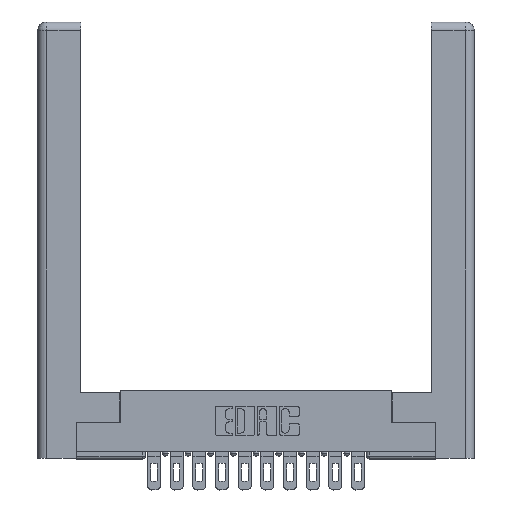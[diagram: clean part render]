
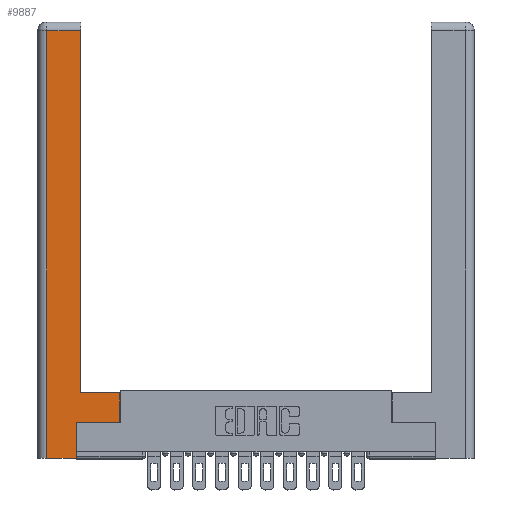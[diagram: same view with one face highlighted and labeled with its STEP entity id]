
A CAD part, top view. The second image highlights one B-rep face of the part: STEP entity #9887.
In plain terms, the highlighted planar face has unit normal (0, 0, 1).
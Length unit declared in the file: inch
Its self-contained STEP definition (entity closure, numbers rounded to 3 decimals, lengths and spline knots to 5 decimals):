
#214 = ORIENTED_EDGE ( 'NONE', *, *, #10664, .T. ) ;
#539 = ORIENTED_EDGE ( 'NONE', *, *, #6918, .T. ) ;
#741 = DIRECTION ( 'NONE',  ( 0., -1., 0. ) ) ;
#964 = DIRECTION ( 'NONE',  ( 0., 1., 0. ) ) ;
#1342 = CARTESIAN_POINT ( 'NONE',  ( 0.0615, 2.94, 0. ) ) ;
#1451 = DIRECTION ( 'NONE',  ( -1., 0., 0. ) ) ;
#1536 = DIRECTION ( 'NONE',  ( 1., 0., 0. ) ) ;
#1798 = CARTESIAN_POINT ( 'NONE',  ( 0.0615, 0., 0. ) ) ;
#1968 = EDGE_CURVE ( 'NONE', #2345, #5899, #11400, .T. ) ;
#2219 = AXIS2_PLACEMENT_3D ( 'NONE', #9010, #5141, #1451 ) ;
#2229 = ORIENTED_EDGE ( 'NONE', *, *, #8004, .T. ) ;
#2345 = VERTEX_POINT ( 'NONE', #2430 ) ;
#2429 = VERTEX_POINT ( 'NONE', #3819 ) ;
#2430 = CARTESIAN_POINT ( 'NONE',  ( 0.295, 2.94, 0. ) ) ;
#2544 = VERTEX_POINT ( 'NONE', #11653 ) ;
#2670 = PLANE ( 'NONE',  #2219 ) ;
#2852 = CARTESIAN_POINT ( 'NONE',  ( 0.295, 0.45, 0. ) ) ;
#3090 = CARTESIAN_POINT ( 'NONE',  ( 0.565, 0.45, 0. ) ) ;
#3295 = ORIENTED_EDGE ( 'NONE', *, *, #1968, .T. ) ;
#3819 = CARTESIAN_POINT ( 'NONE',  ( 0.265, 0., 0. ) ) ;
#3826 = FACE_OUTER_BOUND ( 'NONE', #12043, .T. ) ;
#3908 = VERTEX_POINT ( 'NONE', #14438 ) ;
#5141 = DIRECTION ( 'NONE',  ( 0., 0., -1. ) ) ;
#5445 = CARTESIAN_POINT ( 'NONE',  ( 0.295, 0.45, 0. ) ) ;
#5527 = VECTOR ( 'NONE', #8054, 39.37008 ) ;
#5899 = VERTEX_POINT ( 'NONE', #1342 ) ;
#6106 = DIRECTION ( 'NONE',  ( 1., 0., 0. ) ) ;
#6213 = LINE ( 'NONE', #6357, #15372 ) ;
#6357 = CARTESIAN_POINT ( 'NONE',  ( 0.265, 0., 0. ) ) ;
#6571 = VERTEX_POINT ( 'NONE', #5445 ) ;
#6918 = EDGE_CURVE ( 'NONE', #6571, #2345, #7917, .T. ) ;
#7232 = VERTEX_POINT ( 'NONE', #13424 ) ;
#7504 = EDGE_CURVE ( 'NONE', #12477, #2544, #9672, .T. ) ;
#7823 = DIRECTION ( 'NONE',  ( -1., 0., 0. ) ) ;
#7917 = LINE ( 'NONE', #13818, #14534 ) ;
#8004 = EDGE_CURVE ( 'NONE', #7232, #12477, #10953, .T. ) ;
#8054 = DIRECTION ( 'NONE',  ( 0., 1., 0. ) ) ;
#9010 = CARTESIAN_POINT ( 'NONE',  ( 0., 0., 0. ) ) ;
#9039 = CARTESIAN_POINT ( 'NONE',  ( 0.0615, 2.94, 0. ) ) ;
#9672 = LINE ( 'NONE', #3090, #5527 ) ;
#9887 = ADVANCED_FACE ( 'NONE', ( #3826 ), #2670, .F. ) ;
#9939 = EDGE_CURVE ( 'NONE', #3908, #2429, #6213, .T. ) ;
#9944 = VECTOR ( 'NONE', #6106, 39.37008 ) ;
#10186 = DIRECTION ( 'NONE',  ( 0., 1., 0. ) ) ;
#10295 = CARTESIAN_POINT ( 'NONE',  ( 0.565, 0.245, 0. ) ) ;
#10664 = EDGE_CURVE ( 'NONE', #2429, #7232, #13117, .T. ) ;
#10778 = VECTOR ( 'NONE', #7823, 39.37008 ) ;
#10953 = LINE ( 'NONE', #15816, #9944 ) ;
#11012 = ORIENTED_EDGE ( 'NONE', *, *, #13215, .T. ) ;
#11317 = ORIENTED_EDGE ( 'NONE', *, *, #13353, .T. ) ;
#11387 = ORIENTED_EDGE ( 'NONE', *, *, #9939, .T. ) ;
#11400 = LINE ( 'NONE', #9039, #12892 ) ;
#11653 = CARTESIAN_POINT ( 'NONE',  ( 0.565, 0.45, 0. ) ) ;
#11717 = DIRECTION ( 'NONE',  ( -1., 0., 0. ) ) ;
#12043 = EDGE_LOOP ( 'NONE', ( #539, #3295, #11317, #11387, #214, #2229, #14511, #11012 ) ) ;
#12477 = VERTEX_POINT ( 'NONE', #10295 ) ;
#12892 = VECTOR ( 'NONE', #11717, 39.37008 ) ;
#13117 = LINE ( 'NONE', #14397, #15866 ) ;
#13149 = LINE ( 'NONE', #1798, #15631 ) ;
#13215 = EDGE_CURVE ( 'NONE', #2544, #6571, #13952, .T. ) ;
#13353 = EDGE_CURVE ( 'NONE', #5899, #3908, #13149, .T. ) ;
#13424 = CARTESIAN_POINT ( 'NONE',  ( 0.265, 0.245, 0. ) ) ;
#13818 = CARTESIAN_POINT ( 'NONE',  ( 0.295, 3., 0. ) ) ;
#13952 = LINE ( 'NONE', #2852, #10778 ) ;
#14397 = CARTESIAN_POINT ( 'NONE',  ( 0.265, 0.245, 0. ) ) ;
#14438 = CARTESIAN_POINT ( 'NONE',  ( 0.0615, 0., 0. ) ) ;
#14511 = ORIENTED_EDGE ( 'NONE', *, *, #7504, .T. ) ;
#14534 = VECTOR ( 'NONE', #10186, 39.37008 ) ;
#15372 = VECTOR ( 'NONE', #1536, 39.37008 ) ;
#15631 = VECTOR ( 'NONE', #741, 39.37008 ) ;
#15816 = CARTESIAN_POINT ( 'NONE',  ( 0.565, 0.245, 0. ) ) ;
#15866 = VECTOR ( 'NONE', #964, 39.37008 ) ;
